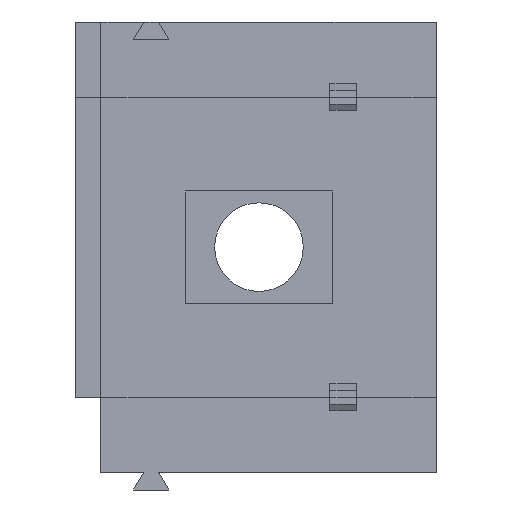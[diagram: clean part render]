
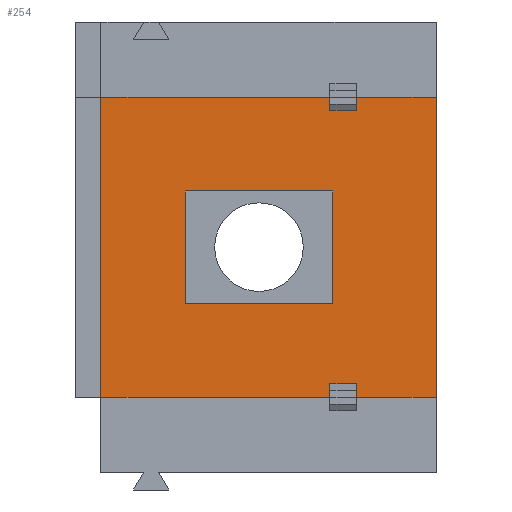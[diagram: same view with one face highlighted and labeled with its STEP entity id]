
A CAD part, front view. The second image highlights one B-rep face of the part: STEP entity #254.
In plain terms, the highlighted planar face has unit normal (0, -1, 0).
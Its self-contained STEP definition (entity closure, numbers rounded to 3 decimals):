
#254 = ADVANCED_FACE( '', ( #606, #607 ), #608, .T. );
#606 = FACE_BOUND( '', #1080, .T. );
#607 = FACE_OUTER_BOUND( '', #1081, .T. );
#608 = PLANE( '', #1082 );
#1080 = EDGE_LOOP( '', ( #1591, #1592, #1593, #1594 ) );
#1081 = EDGE_LOOP( '', ( #1595, #1596, #1597, #1598, #1599, #1600, #1601, #1602, #1603, #1604, #1605, #1606 ) );
#1082 = AXIS2_PLACEMENT_3D( '', #1607, #1608, #1609 );
#1591 = ORIENTED_EDGE( '', *, *, #3027, .T. );
#1592 = ORIENTED_EDGE( '', *, *, #3028, .T. );
#1593 = ORIENTED_EDGE( '', *, *, #3029, .T. );
#1594 = ORIENTED_EDGE( '', *, *, #3030, .T. );
#1595 = ORIENTED_EDGE( '', *, *, #3031, .T. );
#1596 = ORIENTED_EDGE( '', *, *, #3032, .T. );
#1597 = ORIENTED_EDGE( '', *, *, #3033, .T. );
#1598 = ORIENTED_EDGE( '', *, *, #3034, .T. );
#1599 = ORIENTED_EDGE( '', *, *, #3035, .T. );
#1600 = ORIENTED_EDGE( '', *, *, #3036, .T. );
#1601 = ORIENTED_EDGE( '', *, *, #3037, .T. );
#1602 = ORIENTED_EDGE( '', *, *, #3038, .T. );
#1603 = ORIENTED_EDGE( '', *, *, #3039, .T. );
#1604 = ORIENTED_EDGE( '', *, *, #3040, .T. );
#1605 = ORIENTED_EDGE( '', *, *, #3041, .T. );
#1606 = ORIENTED_EDGE( '', *, *, #3042, .T. );
#1607 = CARTESIAN_POINT( '', ( 5.675, 0., 7.32 ) );
#1608 = DIRECTION( '', ( 0., -1., 0. ) );
#1609 = DIRECTION( '', ( 0., 0., 1. ) );
#3027 = EDGE_CURVE( '', #3644, #3645, #3646, .T. );
#3028 = EDGE_CURVE( '', #3645, #3647, #3648, .T. );
#3029 = EDGE_CURVE( '', #3647, #3649, #3650, .T. );
#3030 = EDGE_CURVE( '', #3649, #3644, #3651, .T. );
#3031 = EDGE_CURVE( '', #3652, #3653, #3654, .T. );
#3032 = EDGE_CURVE( '', #3653, #3655, #3656, .T. );
#3033 = EDGE_CURVE( '', #3655, #3657, #3658, .T. );
#3034 = EDGE_CURVE( '', #3657, #3659, #3660, .T. );
#3035 = EDGE_CURVE( '', #3659, #3661, #3662, .T. );
#3036 = EDGE_CURVE( '', #3661, #3663, #3664, .T. );
#3037 = EDGE_CURVE( '', #3663, #3665, #3666, .T. );
#3038 = EDGE_CURVE( '', #3665, #3667, #3668, .T. );
#3039 = EDGE_CURVE( '', #3667, #3669, #3670, .T. );
#3040 = EDGE_CURVE( '', #3669, #3671, #3672, .T. );
#3041 = EDGE_CURVE( '', #3671, #3673, #3674, .T. );
#3042 = EDGE_CURVE( '', #3673, #3652, #3675, .T. );
#3644 = VERTEX_POINT( '', #4551 );
#3645 = VERTEX_POINT( '', #4552 );
#3646 = LINE( '', #4553, #4554 );
#3647 = VERTEX_POINT( '', #4555 );
#3648 = LINE( '', #4556, #4557 );
#3649 = VERTEX_POINT( '', #4558 );
#3650 = LINE( '', #4559, #4560 );
#3651 = LINE( '', #4561, #4562 );
#3652 = VERTEX_POINT( '', #4563 );
#3653 = VERTEX_POINT( '', #4564 );
#3654 = LINE( '', #4565, #4566 );
#3655 = VERTEX_POINT( '', #4567 );
#3656 = LINE( '', #4568, #4569 );
#3657 = VERTEX_POINT( '', #4570 );
#3658 = LINE( '', #4571, #4572 );
#3659 = VERTEX_POINT( '', #4573 );
#3660 = LINE( '', #4574, #4575 );
#3661 = VERTEX_POINT( '', #4576 );
#3662 = LINE( '', #4577, #4578 );
#3663 = VERTEX_POINT( '', #4579 );
#3664 = LINE( '', #4580, #4581 );
#3665 = VERTEX_POINT( '', #4582 );
#3666 = LINE( '', #4583, #4584 );
#3667 = VERTEX_POINT( '', #4585 );
#3668 = LINE( '', #4586, #4587 );
#3669 = VERTEX_POINT( '', #4588 );
#3670 = LINE( '', #4589, #4590 );
#3671 = VERTEX_POINT( '', #4591 );
#3672 = LINE( '', #4592, #4593 );
#3673 = VERTEX_POINT( '', #4594 );
#3674 = LINE( '', #4595, #4596 );
#3675 = LINE( '', #4597, #4598 );
#4551 = CARTESIAN_POINT( '', ( 7.85, 0., 3.18 ) );
#4552 = CARTESIAN_POINT( '', ( 2.85, 0., 3.18 ) );
#4553 = CARTESIAN_POINT( '', ( -17.35, 0., 3.18 ) );
#4554 = VECTOR( '', #5738, 1000. );
#4555 = CARTESIAN_POINT( '', ( 2.85, 0., 6.98 ) );
#4556 = CARTESIAN_POINT( '', ( 2.85, 0., 10.16 ) );
#4557 = VECTOR( '', #5739, 1000. );
#4558 = CARTESIAN_POINT( '', ( 7.85, 0., 6.98 ) );
#4559 = CARTESIAN_POINT( '', ( -17.35, 0., 6.98 ) );
#4560 = VECTOR( '', #5740, 1000. );
#4561 = CARTESIAN_POINT( '', ( 7.85, 0., 10.16 ) );
#4562 = VECTOR( '', #5741, 1000. );
#4563 = CARTESIAN_POINT( '', ( 0., 0., 0. ) );
#4564 = CARTESIAN_POINT( '', ( 7.75, 0., 0. ) );
#4565 = CARTESIAN_POINT( '', ( -17.35, 0., 0. ) );
#4566 = VECTOR( '', #5742, 1000. );
#4567 = CARTESIAN_POINT( '', ( 7.75, 0., 0.45 ) );
#4568 = CARTESIAN_POINT( '', ( 7.75, 0., 5.08 ) );
#4569 = VECTOR( '', #5743, 1000. );
#4570 = CARTESIAN_POINT( '', ( 8.65, 0., 0.45 ) );
#4571 = CARTESIAN_POINT( '', ( -17.3, 0., 0.45 ) );
#4572 = VECTOR( '', #5744, 1000. );
#4573 = CARTESIAN_POINT( '', ( 8.65, 0., 0. ) );
#4574 = CARTESIAN_POINT( '', ( 8.65, 0., 5.08 ) );
#4575 = VECTOR( '', #5745, 1000. );
#4576 = CARTESIAN_POINT( '', ( 11.35, 0., 0. ) );
#4577 = CARTESIAN_POINT( '', ( -17.35, 0., 0. ) );
#4578 = VECTOR( '', #5746, 1000. );
#4579 = CARTESIAN_POINT( '', ( 11.35, 0., 10.16 ) );
#4580 = CARTESIAN_POINT( '', ( 11.35, 0., 2.54 ) );
#4581 = VECTOR( '', #5747, 1000. );
#4582 = CARTESIAN_POINT( '', ( 8.65, 0., 10.16 ) );
#4583 = CARTESIAN_POINT( '', ( -17.35, 0., 10.16 ) );
#4584 = VECTOR( '', #5748, 1000. );
#4585 = CARTESIAN_POINT( '', ( 8.65, 0., 9.71 ) );
#4586 = CARTESIAN_POINT( '', ( 8.65, 0., 10.16 ) );
#4587 = VECTOR( '', #5749, 1000. );
#4588 = CARTESIAN_POINT( '', ( 7.75, 0., 9.71 ) );
#4589 = CARTESIAN_POINT( '', ( -17.3, 0., 9.71 ) );
#4590 = VECTOR( '', #5750, 1000. );
#4591 = CARTESIAN_POINT( '', ( 7.75, 0., 10.16 ) );
#4592 = CARTESIAN_POINT( '', ( 7.75, 0., 10.16 ) );
#4593 = VECTOR( '', #5751, 1000. );
#4594 = CARTESIAN_POINT( '', ( 0., 0., 10.16 ) );
#4595 = CARTESIAN_POINT( '', ( -17.35, 0., 10.16 ) );
#4596 = VECTOR( '', #5752, 1000. );
#4597 = CARTESIAN_POINT( '', ( 0., 0., 7.62 ) );
#4598 = VECTOR( '', #5753, 1000. );
#5738 = DIRECTION( '', ( -1., 0., 0. ) );
#5739 = DIRECTION( '', ( 0., 0., 1. ) );
#5740 = DIRECTION( '', ( 1., 0., 0. ) );
#5741 = DIRECTION( '', ( 0., 0., -1. ) );
#5742 = DIRECTION( '', ( 1., 0., 0. ) );
#5743 = DIRECTION( '', ( 0., 0., 1. ) );
#5744 = DIRECTION( '', ( 1., 0., 0. ) );
#5745 = DIRECTION( '', ( 0., 0., -1. ) );
#5746 = DIRECTION( '', ( 1., 0., 0. ) );
#5747 = DIRECTION( '', ( 0., 0., 1. ) );
#5748 = DIRECTION( '', ( -1., 0., 0. ) );
#5749 = DIRECTION( '', ( 0., 0., -1. ) );
#5750 = DIRECTION( '', ( -1., 0., 0. ) );
#5751 = DIRECTION( '', ( 0., 0., 1. ) );
#5752 = DIRECTION( '', ( -1., 0., 0. ) );
#5753 = DIRECTION( '', ( 0., 0., -1. ) );
